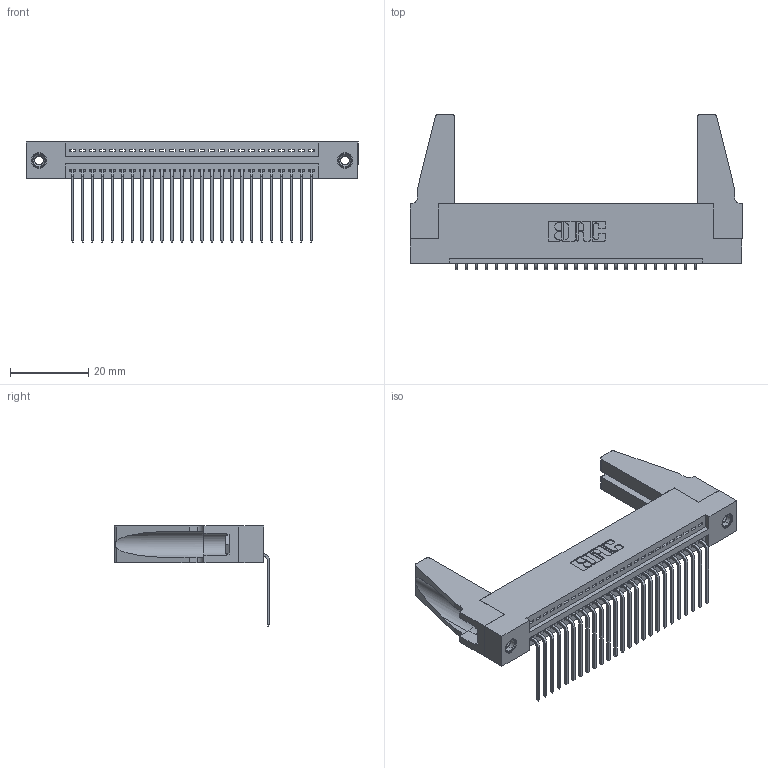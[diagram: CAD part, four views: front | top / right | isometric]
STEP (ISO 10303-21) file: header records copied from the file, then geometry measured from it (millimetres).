
FILE_DESCRIPTION (( 'STEP AP203' ), '1' );
FILE_NAME ('395-025-559-188.STEP', '2019-10-18T08:35:24', ( '' ), ( '' ), 'SwSTEP 2.0', 'SolidWorks 2016', '' );
FILE_SCHEMA (( 'CONFIG_CONTROL_DESIGN' ));
Length unit declared in the file: inch
Products named in the file (5): 345 Part_Flush Mounting Lugs - 0.156 Dia-TH; 345-250-001_345-250-001-102; 395-025-559-188; 345-292-001_558 559 Tail - 1; 345-220-078_345-220-088
Assembly tree (30 placements, depth 2):
  395-025-559-188
    345 Part_Flush Mounting Lugs - 0.156 Dia-TH
    345-292-001_558 559 Tail - 1  x25
    345-250-001_345-250-001-102  x2
    345-220-078_345-220-088  x2
Bounding box: 84.73 x 39.61 x 25.53 mm (x, y, z)
Volume: 11244.7 mm3; surface area: 14008.6 mm2
Topology: 30 solids, 30 shells, 1750 faces, 5205 edges, 3426 vertices
Faces by surface type: plane 1202, cylinder 532, cone 12, torus 4
Entity records: 23336 total; most frequent: CARTESIAN_POINT 4033, ORIENTED_EDGE 3952, DIRECTION 3554, EDGE_CURVE 1976, LINE 1702, VECTOR 1702, VERTEX_POINT 1310, AXIS2_PLACEMENT_3D 926
